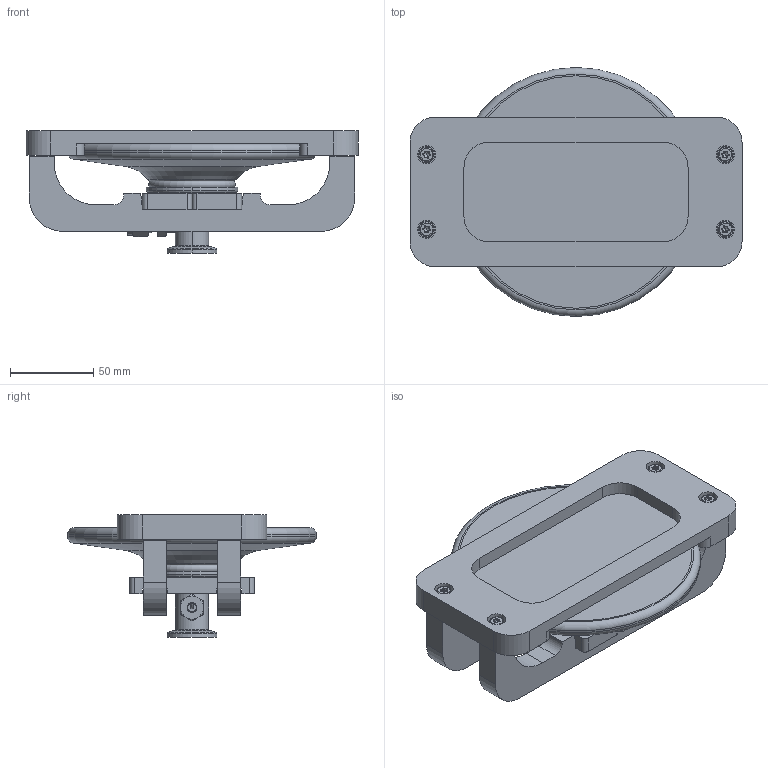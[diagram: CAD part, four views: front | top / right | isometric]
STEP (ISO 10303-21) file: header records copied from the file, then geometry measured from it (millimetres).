
FILE_DESCRIPTION(/* description */ (''),/* implementation_level */ '2;1');
FILE_NAME(/* name */ 'D200013179_001.stp',/* time_stamp */ '2023-06-01T13:43:58+02:00',/* author */ (''),/* organization */ (''),/* preprocessor_version */ 'ST-DEVELOPER v16',/* originating_system */ 'SIEMENS PLM Software NX 10.0',/* authorisation */ '');
FILE_SCHEMA (('AUTOMOTIVE_DESIGN { 1 0 10303 214 3 1 1 1 }'));
Length unit declared in the file: millimetre
Products named in the file (1): D200013179_001
Bounding box: 200 x 150 x 74 mm (x, y, z)
Surface area: 171326.9 mm2 (no closed solid volume)
Topology: 0 solids, 467 shells, 467 faces, 2437 edges, 2388 vertices
Faces by surface type: cylinder 210, plane 130, cone 95, torus 32
Full cylindrical faces by diameter (mm): 1 x1, 1.6 x2, 4.134 x4, 10 x1, 11 x10, 15 x1, 150 x2
Entity records: 28571 total; most frequent: CARTESIAN_POINT 5629, DIRECTION 4467, ORIENTED_EDGE 2405, VERTEX_POINT 2393, EDGE_CURVE 2389, AXIS2_PLACEMENT_3D 1769, CIRCLE 1301, LINE 929
